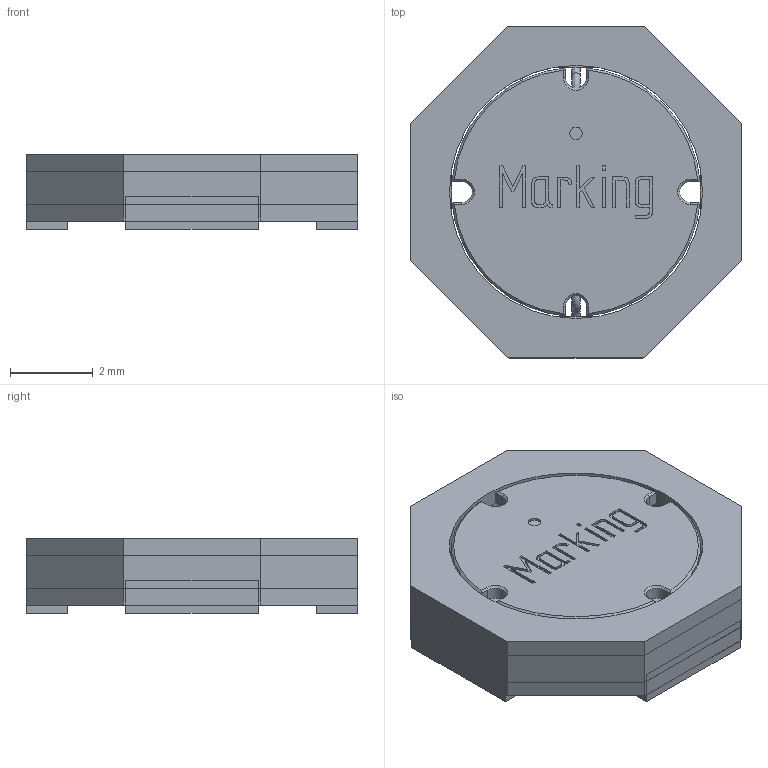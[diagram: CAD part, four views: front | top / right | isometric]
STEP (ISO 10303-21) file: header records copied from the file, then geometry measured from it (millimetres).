
FILE_DESCRIPTION( ( 'Unknown' ), '1' );
FILE_NAME( '744070xxx.stp', 'Unknown', ( 'Unknown' ), ( 'Unknown' ), 'PSStep 13.0', 'Unknown', ' ' );
FILE_SCHEMA( ( 'AUTOMOTIVE_DESIGN { 1 0 10303 214 1 1 1 1 }' ) );
Length unit declared in the file: millimetre
Products named in the file (8): Assem1; Schirmring; Kern; Kontakte
Bounding box: 8 x 8 x 1.8 mm (x, y, z)
Surface area: 619.2 mm2
Topology: 14 solids, 14 shells, 402 faces, 960 edges, 614 vertices
Faces by surface type: plane 282, cylinder 38, cone 32, extrusion 28, bspline 22
Full cylindrical faces by diameter (mm): 0.3 x2, 3.2 x2, 6.1 x2
Entity records: 9035 total; most frequent: CARTESIAN_POINT 3036, ORIENTED_EDGE 926, DIRECTION 749, EDGE_CURVE 463, VERTEX_POINT 304, VECTOR 269, LINE 255, AXIS2_PLACEMENT_3D 240
